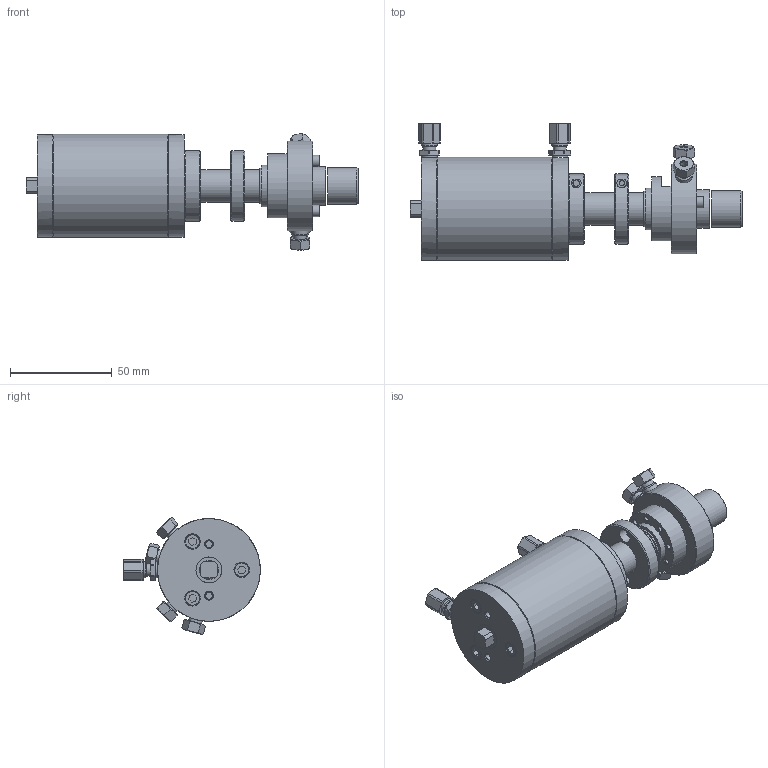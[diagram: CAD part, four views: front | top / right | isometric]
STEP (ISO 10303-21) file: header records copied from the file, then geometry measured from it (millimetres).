
FILE_DESCRIPTION((''),'2;1');
FILE_NAME('312367-A2I4UW 4 port 2-pos int vol valve air actuated with standoff.stp','2013-08-12T08:02:32',('Franzp'),(''),'Autodesk Inventor 2013','Autodesk Inventor 2013','');
FILE_SCHEMA(('AUTOMOTIVE_DESIGN { 1 0 10303 214 1 1 1 1 }'));
Length unit declared in the file: millimetre
Products named in the file (1): 312367_Shrinkwrap_1
Bounding box: 163.33 x 67.37 x 57.35 mm (x, y, z)
Surface area: 36518.3 mm2 (no closed solid volume)
Topology: 0 solids, 48 shells, 304 faces, 905 edges, 643 vertices
Faces by surface type: plane 163, cylinder 90, cone 51
Full cylindrical faces by diameter (mm): 2.642 x8, 3.3 x6, 3.302 x3, 3.51 x1, 4.166 x1, 4.32 x2, 5.65 x3, 5.84 x1, 6.3 x2, 6.477 x4, 6.7 x1, 7 x3, 7.65 x2, 7.938 x6, 9.48 x1, 14.651 x1, 15.875 x1, 17.45 x1, 18 x1, 19.05 x2, 20.625 x1, 31.62 x1, 44.323 x1, 50.54 x2, 50.69 x1
Entity records: 10797 total; most frequent: CARTESIAN_POINT 2605, DIRECTION 1567, ORIENTED_EDGE 1304, EDGE_CURVE 789, VERTEX_POINT 625, AXIS2_PLACEMENT_3D 604, EDGE_LOOP 486, VECTOR 359
